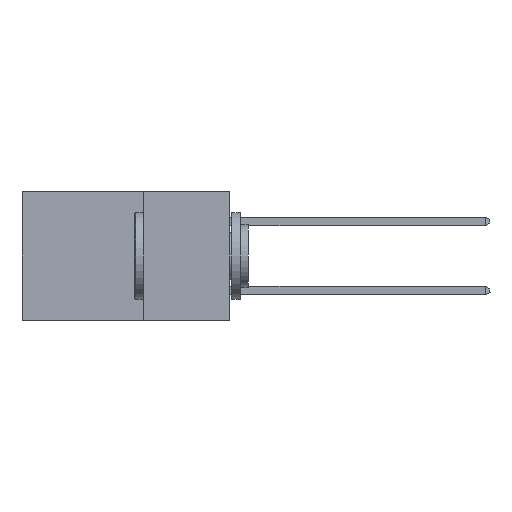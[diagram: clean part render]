
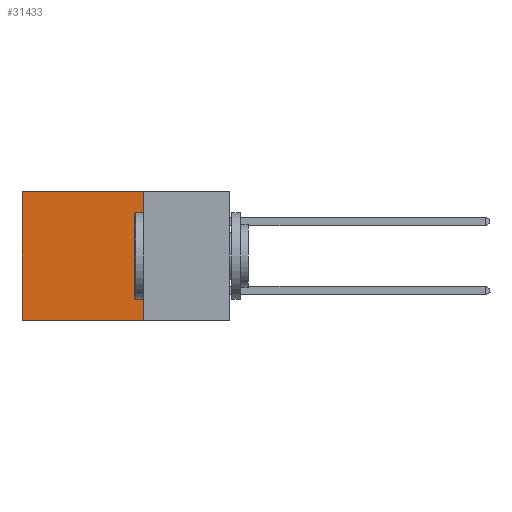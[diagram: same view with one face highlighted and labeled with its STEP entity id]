
A CAD part, left-side view. The second image highlights one B-rep face of the part: STEP entity #31433.
In plain terms, the highlighted planar face has unit normal (-1, 0, 0).
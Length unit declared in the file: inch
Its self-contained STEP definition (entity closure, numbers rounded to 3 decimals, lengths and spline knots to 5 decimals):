
#65 = CARTESIAN_POINT ( 'NONE',  ( 0.298, 0.25, 0. ) ) ;
#1359 = ORIENTED_EDGE ( 'NONE', *, *, #31677, .T. ) ;
#1536 = CARTESIAN_POINT ( 'NONE',  ( 0.298, 0.6, 0. ) ) ;
#2278 = VECTOR ( 'NONE', #22829, 39.37008 ) ;
#2542 = CARTESIAN_POINT ( 'NONE',  ( 0.298, 0.25, 0. ) ) ;
#2594 = VERTEX_POINT ( 'NONE', #5641 ) ;
#3169 = CARTESIAN_POINT ( 'NONE',  ( 0.298, 0.25, -0.37 ) ) ;
#3257 = VERTEX_POINT ( 'NONE', #65 ) ;
#5641 = CARTESIAN_POINT ( 'NONE',  ( 0.298, 0.25, -0.37 ) ) ;
#5927 = FACE_OUTER_BOUND ( 'NONE', #23493, .T. ) ;
#6093 = DIRECTION ( 'NONE',  ( 0., 1., 0. ) ) ;
#7131 = ORIENTED_EDGE ( 'NONE', *, *, #8149, .F. ) ;
#7493 = VECTOR ( 'NONE', #19761, 39.37008 ) ;
#8149 = EDGE_CURVE ( 'NONE', #2594, #18425, #8860, .T. ) ;
#8860 = LINE ( 'NONE', #3169, #2278 ) ;
#8872 = ORIENTED_EDGE ( 'NONE', *, *, #28014, .T. ) ;
#9641 = AXIS2_PLACEMENT_3D ( 'NONE', #24668, #30002, #15400 ) ;
#10360 = VERTEX_POINT ( 'NONE', #1536 ) ;
#13971 = CARTESIAN_POINT ( 'NONE',  ( 0.298, 0.6, 0. ) ) ;
#15161 = ORIENTED_EDGE ( 'NONE', *, *, #20608, .F. ) ;
#15400 = DIRECTION ( 'NONE',  ( 0., 0., -1. ) ) ;
#15897 = CARTESIAN_POINT ( 'NONE',  ( 0.298, 0.25, 0. ) ) ;
#16434 = CARTESIAN_POINT ( 'NONE',  ( 0.298, 0.6, -0.37 ) ) ;
#17082 = LINE ( 'NONE', #13971, #23538 ) ;
#18425 = VERTEX_POINT ( 'NONE', #16434 ) ;
#19761 = DIRECTION ( 'NONE',  ( 0., 0., -1. ) ) ;
#19769 = PLANE ( 'NONE',  #9641 ) ;
#20554 = LINE ( 'NONE', #2542, #7493 ) ;
#20608 = EDGE_CURVE ( 'NONE', #3257, #2594, #20554, .T. ) ;
#22829 = DIRECTION ( 'NONE',  ( 0., 1., 0. ) ) ;
#23493 = EDGE_LOOP ( 'NONE', ( #1359, #7131, #15161, #8872 ) ) ;
#23538 = VECTOR ( 'NONE', #31053, 39.37008 ) ;
#24668 = CARTESIAN_POINT ( 'NONE',  ( 0.298, 0.25, 0. ) ) ;
#25337 = VECTOR ( 'NONE', #6093, 39.37008 ) ;
#26100 = LINE ( 'NONE', #15897, #25337 ) ;
#28014 = EDGE_CURVE ( 'NONE', #3257, #10360, #26100, .T. ) ;
#30002 = DIRECTION ( 'NONE',  ( 1., 0., 0. ) ) ;
#31053 = DIRECTION ( 'NONE',  ( 0., 0., -1. ) ) ;
#31433 = ADVANCED_FACE ( 'NONE', ( #5927 ), #19769, .F. ) ;
#31677 = EDGE_CURVE ( 'NONE', #10360, #18425, #17082, .T. ) ;
